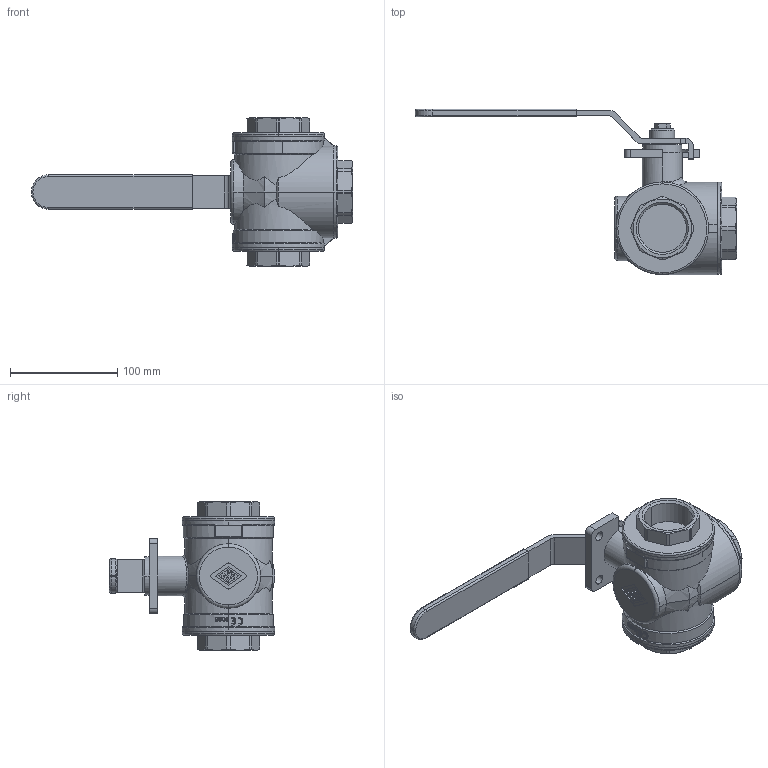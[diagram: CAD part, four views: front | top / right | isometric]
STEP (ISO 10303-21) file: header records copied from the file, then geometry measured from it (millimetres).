
FILE_DESCRIPTION(('STEP AP242'),'1');
FILE_NAME('00v20044.stp','2024-11-21T12:47:49',('TraceParts'),('TraceParts S.A.'),'Spatial InterOp 3D',' ',' ');
FILE_SCHEMA(('AP242_MANAGED_MODEL_BASED_3D_ENGINEERING_MIM_LF {1 0 10303 442 1 1 4}'));
Length unit declared in the file: millimetre
Products named in the file (1): 00v20044
Bounding box: 299.25 x 153.85 x 138.5 mm (x, y, z)
Volume: 850691.3 mm3; surface area: 97386.6 mm2
Topology: 1 solids, 3 shells, 686 faces, 1886 edges, 1234 vertices
Faces by surface type: plane 425, cylinder 192, cone 40, torus 18, bspline 9, sphere 2
Entity records: 35512 total; most frequent: CARTESIAN_POINT 11938, DIRECTION 4038, ORIENTED_EDGE 3768, EDGE_CURVE 1884, AXIS2_PLACEMENT_3D 1602, VERTEX_POINT 1234, LINE 834, VECTOR 834
